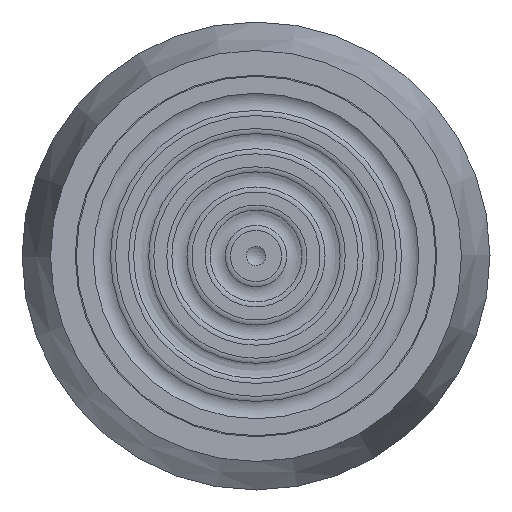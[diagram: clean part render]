
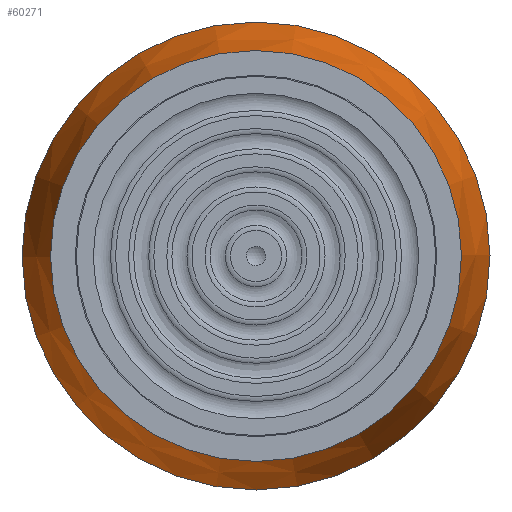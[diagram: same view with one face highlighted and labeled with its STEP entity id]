
A CAD part, left-side view. The second image highlights one B-rep face of the part: STEP entity #60271.
In plain terms, the highlighted conical face has half-angle 15 degrees and reference radius 20.66 mm.
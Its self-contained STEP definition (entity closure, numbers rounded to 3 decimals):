
#8021=CONICAL_SURFACE('',#68141,20.66,0.262);
#11613=FACE_OUTER_BOUND('',#15657,.T.);
#15657=EDGE_LOOP('',(#55987,#55988,#55989,#55990));
#16451=CIRCLE('',#68115,19.321);
#16460=CIRCLE('',#68142,22.);
#20268=LINE('',#141696,#22774);
#22774=VECTOR('',#86231,20.66);
#28693=VERTEX_POINT('',#137638);
#28724=VERTEX_POINT('',#141694);
#37764=EDGE_CURVE('',#28693,#28693,#16451,.T.);
#37815=EDGE_CURVE('',#28724,#28724,#16460,.T.);
#37816=EDGE_CURVE('',#28724,#28693,#20268,.T.);
#55987=ORIENTED_EDGE('',*,*,#37815,.F.);
#55988=ORIENTED_EDGE('',*,*,#37816,.T.);
#55989=ORIENTED_EDGE('',*,*,#37764,.T.);
#55990=ORIENTED_EDGE('',*,*,#37816,.F.);
#60271=ADVANCED_FACE('',(#11613),#8021,.T.);
#68115=AXIS2_PLACEMENT_3D('',#137639,#86154,#86155);
#68141=AXIS2_PLACEMENT_3D('',#141693,#86227,#86228);
#68142=AXIS2_PLACEMENT_3D('',#141695,#86229,#86230);
#86154=DIRECTION('center_axis',(1.,0.,0.));
#86155=DIRECTION('ref_axis',(0.,0.,-1.));
#86227=DIRECTION('center_axis',(1.,0.,0.));
#86228=DIRECTION('ref_axis',(0.,1.,0.));
#86229=DIRECTION('center_axis',(1.,0.,0.));
#86230=DIRECTION('ref_axis',(0.,0.,-1.));
#86231=DIRECTION('',(-0.966,0.259,0.));
#137638=CARTESIAN_POINT('',(-38.,-19.321,0.));
#137639=CARTESIAN_POINT('Origin',(-38.,0.,0.));
#141693=CARTESIAN_POINT('Origin',(-33.,0.,0.));
#141694=CARTESIAN_POINT('',(-28.,-22.,0.));
#141695=CARTESIAN_POINT('Origin',(-28.,0.,0.));
#141696=CARTESIAN_POINT('',(-33.,-20.66,0.));
